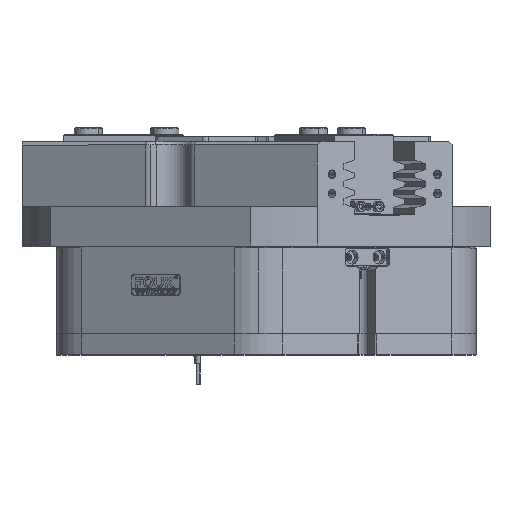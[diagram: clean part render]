
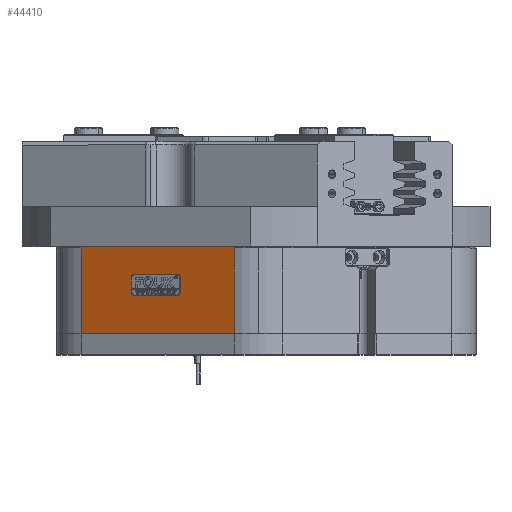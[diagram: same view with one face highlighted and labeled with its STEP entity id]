
A CAD part, top view. The second image highlights one B-rep face of the part: STEP entity #44410.
In plain terms, the highlighted planar face has unit normal (-0.5, 0, 0.866).
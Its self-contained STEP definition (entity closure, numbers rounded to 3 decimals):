
#149 = CARTESIAN_POINT ( 'NONE',  ( -50.175, 32.1, 111.905 ) ) ;
#309 = DIRECTION ( 'NONE',  ( 0.5, 0., -0.866 ) ) ;
#790 = EDGE_LOOP ( 'NONE', ( #18933, #9374, #22734, #32150, #44628, #10273 ) ) ;
#1141 = VERTEX_POINT ( 'NONE', #37925 ) ;
#1410 = ORIENTED_EDGE ( 'NONE', *, *, #35332, .T. ) ;
#2187 = VECTOR ( 'NONE', #10783, 1000. ) ;
#3655 = DIRECTION ( 'NONE',  ( 0., 1., 0. ) ) ;
#3862 = EDGE_CURVE ( 'NONE', #29732, #4774, #23588, .T. ) ;
#4003 =( BOUNDED_CURVE ( )  B_SPLINE_CURVE ( 3, ( #40165, #18396, #7595, #7925 ),
 .UNSPECIFIED., .F., .T. ) 
 B_SPLINE_CURVE_WITH_KNOTS ( ( 4, 4 ),
 ( 3.107, 3.142 ),
 .UNSPECIFIED. ) 
 CURVE ( )  GEOMETRIC_REPRESENTATION_ITEM ( )  RATIONAL_B_SPLINE_CURVE ( ( 1., 1., 1., 1. ) ) 
 REPRESENTATION_ITEM ( '' )  );
#4774 = VERTEX_POINT ( 'NONE', #36481 ) ;
#6687 = EDGE_CURVE ( 'NONE', #46741, #4774, #34871, .T. ) ;
#6798 = CARTESIAN_POINT ( 'NONE',  ( -16.994, 49.967, 131.062 ) ) ;
#7106 = CARTESIAN_POINT ( 'NONE',  ( -50.175, 34.2, 111.905 ) ) ;
#7595 = CARTESIAN_POINT ( 'NONE',  ( -105., 49.633, 80.252 ) ) ;
#7925 = CARTESIAN_POINT ( 'NONE',  ( -105., 49.3, 80.252 ) ) ;
#7954 = ORIENTED_EDGE ( 'NONE', *, *, #20680, .T. ) ;
#8458 = CARTESIAN_POINT ( 'NONE',  ( 122., 0., 211.31 ) ) ;
#8795 = ORIENTED_EDGE ( 'NONE', *, *, #20505, .T. ) ;
#9374 = ORIENTED_EDGE ( 'NONE', *, *, #31918, .T. ) ;
#9817 = FACE_BOUND ( 'NONE', #24813, .T. ) ;
#10119 = CARTESIAN_POINT ( 'NONE',  ( -48.356, 24.1, 112.955 ) ) ;
#10218 = EDGE_CURVE ( 'NONE', #1141, #19742, #11816, .T. ) ;
#10258 = DIRECTION ( 'NONE',  ( -0.866, 0., -0.5 ) ) ;
#10273 = ORIENTED_EDGE ( 'NONE', *, *, #20802, .T. ) ;
#10783 = DIRECTION ( 'NONE',  ( 0., 1., 0. ) ) ;
#11204 = DIRECTION ( 'NONE',  ( 0.5, 0., -0.866 ) ) ;
#11816 = LINE ( 'NONE', #31659, #2187 ) ;
#11898 = AXIS2_PLACEMENT_3D ( 'NONE', #29342, #11204, #28076 ) ;
#12134 = CARTESIAN_POINT ( 'NONE',  ( -16.983, 50.3, 131.068 ) ) ;
#12887 = CARTESIAN_POINT ( 'NONE',  ( -74.423, 22., 97.905 ) ) ;
#13159 = DIRECTION ( 'NONE',  ( 0.5, 0., -0.866 ) ) ;
#13793 = CARTESIAN_POINT ( 'NONE',  ( -74.423, 32.1, 97.905 ) ) ;
#14484 = AXIS2_PLACEMENT_3D ( 'NONE', #13793, #13159, #46049 ) ;
#14749 = EDGE_CURVE ( 'NONE', #35521, #32950, #24733, .T. ) ;
#15356 = LINE ( 'NONE', #25910, #32405 ) ;
#15434 = ORIENTED_EDGE ( 'NONE', *, *, #32135, .T. ) ;
#15925 = ORIENTED_EDGE ( 'NONE', *, *, #30590, .T. ) ;
#17009 = CARTESIAN_POINT ( 'NONE',  ( -105.017, 50.3, 80.242 ) ) ;
#17945 = DIRECTION ( 'NONE',  ( 0.866, 0., 0.5 ) ) ;
#18056 = DIRECTION ( 'NONE',  ( 0.866, 0., 0.5 ) ) ;
#18088 = EDGE_CURVE ( 'NONE', #46741, #23791, #15356, .T. ) ;
#18261 = CIRCLE ( 'NONE', #14484, 2.1 ) ;
#18396 = CARTESIAN_POINT ( 'NONE',  ( -105.006, 49.967, 80.248 ) ) ;
#18765 = VERTEX_POINT ( 'NONE', #41736 ) ;
#18864 = CIRCLE ( 'NONE', #26390, 2.1 ) ;
#18873 = DIRECTION ( 'NONE',  ( -0.866, 0., -0.5 ) ) ;
#18933 = ORIENTED_EDGE ( 'NONE', *, *, #14749, .F. ) ;
#18959 = ORIENTED_EDGE ( 'NONE', *, *, #25598, .T. ) ;
#19742 = VERTEX_POINT ( 'NONE', #29281 ) ;
#20505 = EDGE_CURVE ( 'NONE', #24163, #44477, #23762, .T. ) ;
#20546 = CARTESIAN_POINT ( 'NONE',  ( 122., 110.5, 211.31 ) ) ;
#20680 = EDGE_CURVE ( 'NONE', #44477, #46474, #40784, .T. ) ;
#20802 = EDGE_CURVE ( 'NONE', #23791, #32950, #29083, .T. ) ;
#20980 = CARTESIAN_POINT ( 'NONE',  ( -74.423, 34.2, 97.905 ) ) ;
#22019 = DIRECTION ( 'NONE',  ( -0.866, 0., -0.5 ) ) ;
#22734 = ORIENTED_EDGE ( 'NONE', *, *, #3862, .T. ) ;
#23524 = CARTESIAN_POINT ( 'NONE',  ( -17., 49.3, 131.059 ) ) ;
#23588 = LINE ( 'NONE', #37227, #28686 ) ;
#23762 = CIRCLE ( 'NONE', #11898, 2.1 ) ;
#23791 = VERTEX_POINT ( 'NONE', #23524 ) ;
#23936 = DIRECTION ( 'NONE',  ( -0.5, 0., 0.866 ) ) ;
#24162 = VERTEX_POINT ( 'NONE', #7106 ) ;
#24163 = VERTEX_POINT ( 'NONE', #10119 ) ;
#24733 = LINE ( 'NONE', #29562, #34373 ) ;
#24813 = EDGE_LOOP ( 'NONE', ( #15925, #8795, #7954, #15434, #40082, #35361, #1410, #18959 ) ) ;
#24946 = CARTESIAN_POINT ( 'NONE',  ( -17., 49.633, 131.059 ) ) ;
#25256 = VECTOR ( 'NONE', #22019, 1000. ) ;
#25598 = EDGE_CURVE ( 'NONE', #24162, #18765, #18864, .T. ) ;
#25910 = CARTESIAN_POINT ( 'NONE',  ( -17., 110.5, 131.059 ) ) ;
#26390 = AXIS2_PLACEMENT_3D ( 'NONE', #149, #309, #18056 ) ;
#28076 = DIRECTION ( 'NONE',  ( -0.866, 0., -0.5 ) ) ;
#28381 = AXIS2_PLACEMENT_3D ( 'NONE', #32077, #42394, #10258 ) ;
#28686 = VECTOR ( 'NONE', #43937, 1000. ) ;
#28743 = CARTESIAN_POINT ( 'NONE',  ( -50.175, 22., 111.905 ) ) ;
#29083 =( BOUNDED_CURVE ( )  B_SPLINE_CURVE ( 3, ( #46685, #24946, #6798, #35850 ),
 .UNSPECIFIED., .F., .T. ) 
 B_SPLINE_CURVE_WITH_KNOTS ( ( 4, 4 ),
 ( 0., 0.034 ),
 .UNSPECIFIED. ) 
 CURVE ( )  GEOMETRIC_REPRESENTATION_ITEM ( )  RATIONAL_B_SPLINE_CURVE ( ( 1., 1., 1., 1. ) ) 
 REPRESENTATION_ITEM ( '' )  );
#29281 = CARTESIAN_POINT ( 'NONE',  ( -76.242, 32.1, 96.855 ) ) ;
#29342 = CARTESIAN_POINT ( 'NONE',  ( -50.175, 24.1, 111.905 ) ) ;
#29433 = CARTESIAN_POINT ( 'NONE',  ( -105., 49.3, 80.252 ) ) ;
#29562 = CARTESIAN_POINT ( 'NONE',  ( -61., 50.3, 105.655 ) ) ;
#29732 = VERTEX_POINT ( 'NONE', #29433 ) ;
#30590 = EDGE_CURVE ( 'NONE', #18765, #24163, #42944, .T. ) ;
#31150 = VECTOR ( 'NONE', #18873, 1000. ) ;
#31180 = LINE ( 'NONE', #44976, #35683 ) ;
#31592 = VECTOR ( 'NONE', #39477, 1000. ) ;
#31659 = CARTESIAN_POINT ( 'NONE',  ( -76.242, 32.1, 96.855 ) ) ;
#31861 = CARTESIAN_POINT ( 'NONE',  ( -50.175, 22., 111.905 ) ) ;
#31918 = EDGE_CURVE ( 'NONE', #35521, #29732, #4003, .T. ) ;
#32008 = CIRCLE ( 'NONE', #28381, 2.1 ) ;
#32077 = CARTESIAN_POINT ( 'NONE',  ( -74.423, 24.1, 97.905 ) ) ;
#32135 = EDGE_CURVE ( 'NONE', #46474, #1141, #32008, .T. ) ;
#32150 = ORIENTED_EDGE ( 'NONE', *, *, #6687, .F. ) ;
#32260 = CARTESIAN_POINT ( 'NONE',  ( -17., 0., 131.059 ) ) ;
#32405 = VECTOR ( 'NONE', #3655, 1000. ) ;
#32950 = VERTEX_POINT ( 'NONE', #12134 ) ;
#33420 = VERTEX_POINT ( 'NONE', #20980 ) ;
#34373 = VECTOR ( 'NONE', #17945, 1000. ) ;
#34871 = LINE ( 'NONE', #8458, #25256 ) ;
#35332 = EDGE_CURVE ( 'NONE', #33420, #24162, #31180, .T. ) ;
#35361 = ORIENTED_EDGE ( 'NONE', *, *, #45463, .T. ) ;
#35521 = VERTEX_POINT ( 'NONE', #17009 ) ;
#35683 = VECTOR ( 'NONE', #45436, 1000. ) ;
#35850 = CARTESIAN_POINT ( 'NONE',  ( -16.983, 50.3, 131.068 ) ) ;
#36481 = CARTESIAN_POINT ( 'NONE',  ( -105., 0., 80.252 ) ) ;
#37227 = CARTESIAN_POINT ( 'NONE',  ( -105., 110.5, 80.252 ) ) ;
#37925 = CARTESIAN_POINT ( 'NONE',  ( -76.242, 24.1, 96.855 ) ) ;
#38811 = FACE_OUTER_BOUND ( 'NONE', #790, .T. ) ;
#39477 = DIRECTION ( 'NONE',  ( 0., -1., 0. ) ) ;
#40082 = ORIENTED_EDGE ( 'NONE', *, *, #10218, .T. ) ;
#40165 = CARTESIAN_POINT ( 'NONE',  ( -105.017, 50.3, 80.242 ) ) ;
#40784 = LINE ( 'NONE', #28743, #31150 ) ;
#40898 = AXIS2_PLACEMENT_3D ( 'NONE', #20546, #23936, #42511 ) ;
#41736 = CARTESIAN_POINT ( 'NONE',  ( -48.356, 32.1, 112.955 ) ) ;
#42032 = PLANE ( 'NONE',  #40898 ) ;
#42394 = DIRECTION ( 'NONE',  ( 0.5, 0., -0.866 ) ) ;
#42511 = DIRECTION ( 'NONE',  ( 0.866, 0., 0.5 ) ) ;
#42708 = CARTESIAN_POINT ( 'NONE',  ( -48.356, 32.1, 112.955 ) ) ;
#42944 = LINE ( 'NONE', #42708, #31592 ) ;
#43937 = DIRECTION ( 'NONE',  ( 0., -1., 0. ) ) ;
#44410 = ADVANCED_FACE ( 'NONE', ( #38811, #9817 ), #42032, .T. ) ;
#44477 = VERTEX_POINT ( 'NONE', #31861 ) ;
#44628 = ORIENTED_EDGE ( 'NONE', *, *, #18088, .T. ) ;
#44976 = CARTESIAN_POINT ( 'NONE',  ( -50.175, 34.2, 111.905 ) ) ;
#45436 = DIRECTION ( 'NONE',  ( 0.866, 0., 0.5 ) ) ;
#45463 = EDGE_CURVE ( 'NONE', #19742, #33420, #18261, .T. ) ;
#46049 = DIRECTION ( 'NONE',  ( -0.866, 0., -0.5 ) ) ;
#46474 = VERTEX_POINT ( 'NONE', #12887 ) ;
#46685 = CARTESIAN_POINT ( 'NONE',  ( -17., 49.3, 131.059 ) ) ;
#46741 = VERTEX_POINT ( 'NONE', #32260 ) ;
